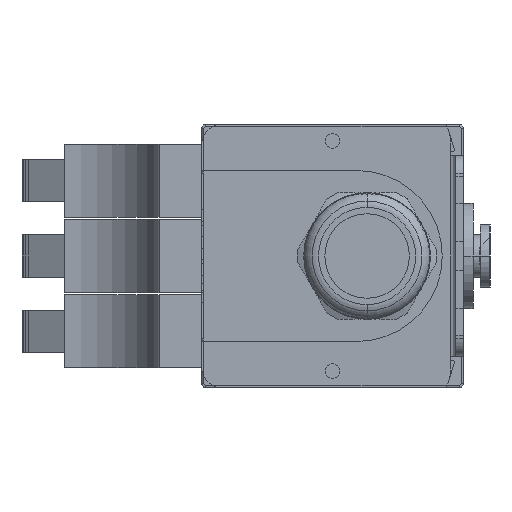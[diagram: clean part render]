
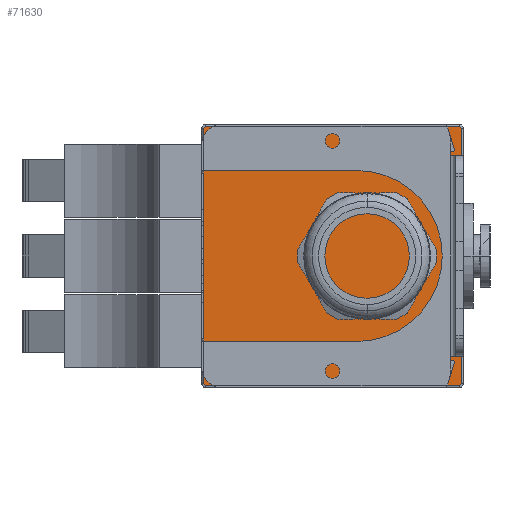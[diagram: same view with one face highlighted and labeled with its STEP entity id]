
A CAD part, left-side view. The second image highlights one B-rep face of the part: STEP entity #71630.
In plain terms, the highlighted planar face has unit normal (-1, 0, 0).
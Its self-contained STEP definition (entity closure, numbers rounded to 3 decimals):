
#24783=CARTESIAN_POINT('',(0.,0.5,-30.25));
#24784=CARTESIAN_POINT('',(0.,0.5,-30.404));
#24785=CARTESIAN_POINT('',(0.,0.623,-30.633));
#24786=CARTESIAN_POINT('',(0.,0.849,-30.75));
#24787=CARTESIAN_POINT('',(0.,1.,-30.75));
#24798=DIRECTION('',(0.,1.,0.));
#24799=VECTOR('',#24798,60.);
#24800=CARTESIAN_POINT('',(0.,1.,-30.75));
#24801=LINE('',#24800,#24799);
#25036=CARTESIAN_POINT('',(0.,61.5,30.25));
#25037=CARTESIAN_POINT('',(0.,61.5,30.404));
#25038=CARTESIAN_POINT('',(0.,61.377,30.633));
#25039=CARTESIAN_POINT('',(0.,61.151,30.75));
#25040=CARTESIAN_POINT('',(0.,61.,30.75));
#25051=DIRECTION('',(0.,-1.,0.));
#25052=VECTOR('',#25051,60.);
#25053=CARTESIAN_POINT('',(0.,61.,30.75));
#25054=LINE('',#25053,#25052);
#25065=CARTESIAN_POINT('',(0.,1.,30.75));
#25066=CARTESIAN_POINT('',(0.,0.849,30.75));
#25067=CARTESIAN_POINT('',(0.,0.623,30.633));
#25068=CARTESIAN_POINT('',(0.,0.5,30.404));
#25069=CARTESIAN_POINT('',(0.,0.5,30.25));
#25161=DIRECTION('',(0.,0.,-1.));
#25162=VECTOR('',#25161,60.5);
#25163=CARTESIAN_POINT('',(0.,0.5,30.25));
#25164=LINE('',#25163,#25162);
#25170=DIRECTION('',(0.,0.,-1.));
#25171=VECTOR('',#25170,39.3);
#25172=CARTESIAN_POINT('',(0.,61.5,19.65));
#25173=LINE('',#25172,#25171);
#25174=DIRECTION('',(0.,0.,1.));
#25175=VECTOR('',#25174,10.6);
#25176=CARTESIAN_POINT('',(0.,61.5,-30.25));
#25177=LINE('',#25176,#25175);
#25197=CARTESIAN_POINT('',(0.,61.,-30.75));
#25198=CARTESIAN_POINT('',(0.,61.151,-30.75));
#25199=CARTESIAN_POINT('',(0.,61.377,-30.633));
#25200=CARTESIAN_POINT('',(0.,61.5,-30.404));
#25201=CARTESIAN_POINT('',(0.,61.5,-30.25));
#25228=DIRECTION('',(0.,0.,1.));
#25229=VECTOR('',#25228,10.6);
#25230=CARTESIAN_POINT('',(0.,61.5,19.65));
#25231=LINE('',#25230,#25229);
#29613=CARTESIAN_POINT('',(0.,61.5,-30.25));
#29614=CARTESIAN_POINT('',(0.,61.5,-19.65));
#29615=VERTEX_POINT('',#29613);
#29616=VERTEX_POINT('',#29614);
#29623=VERTEX_POINT('',#25197);
#29626=CARTESIAN_POINT('',(0.,1.,-30.75));
#29627=VERTEX_POINT('',#29626);
#29630=VERTEX_POINT('',#24783);
#29633=CARTESIAN_POINT('',(0.,0.5,30.25));
#29634=VERTEX_POINT('',#29633);
#29637=VERTEX_POINT('',#25065);
#29640=CARTESIAN_POINT('',(0.,61.,30.75));
#29641=VERTEX_POINT('',#29640);
#29644=VERTEX_POINT('',#25036);
#29647=CARTESIAN_POINT('',(0.,61.5,19.65));
#29648=VERTEX_POINT('',#29647);
#71609=CARTESIAN_POINT('',(0.,0.,0.));
#71610=DIRECTION('',(1.,0.,0.));
#71611=DIRECTION('',(0.,0.,-1.));
#71612=AXIS2_PLACEMENT_3D('',#71609,#71610,#71611);
#71613=PLANE('',#71612);
#71615=ORIENTED_EDGE('',*,*,#71614,.T.);
#71617=ORIENTED_EDGE('',*,*,#71616,.F.);
#71619=ORIENTED_EDGE('',*,*,#71618,.T.);
#71620=ORIENTED_EDGE('',*,*,#71439,.T.);
#71621=ORIENTED_EDGE('',*,*,#71454,.T.);
#71622=ORIENTED_EDGE('',*,*,#71469,.T.);
#71623=ORIENTED_EDGE('',*,*,#71603,.T.);
#71624=ORIENTED_EDGE('',*,*,#71055,.T.);
#71625=ORIENTED_EDGE('',*,*,#71071,.T.);
#71627=ORIENTED_EDGE('',*,*,#71626,.T.);
#71628=EDGE_LOOP('',(#71615,#71617,#71619,#71620,#71621,#71622,#71623,#71624,
#71625,#71627));
#71629=FACE_OUTER_BOUND('',#71628,.F.);
#71630=ADVANCED_FACE('',(#71629),#71613,.F.);
#24788=B_SPLINE_CURVE_WITH_KNOTS('',3,(#24783,#24784,#24785,#24786,#24787),
.UNSPECIFIED.,.F.,.F.,(4,1,4),(0.,0.5,1.),.UNSPECIFIED.);
#25041=B_SPLINE_CURVE_WITH_KNOTS('',3,(#25036,#25037,#25038,#25039,#25040),
.UNSPECIFIED.,.F.,.F.,(4,1,4),(0.,0.5,1.),.UNSPECIFIED.);
#25070=B_SPLINE_CURVE_WITH_KNOTS('',3,(#25065,#25066,#25067,#25068,#25069),
.UNSPECIFIED.,.F.,.F.,(4,1,4),(0.,0.5,1.),.UNSPECIFIED.);
#25202=B_SPLINE_CURVE_WITH_KNOTS('',3,(#25197,#25198,#25199,#25200,#25201),
.UNSPECIFIED.,.F.,.F.,(4,1,4),(0.,0.5,1.),.UNSPECIFIED.);
#71055=EDGE_CURVE('',#29630,#29627,#24788,.T.);
#71071=EDGE_CURVE('',#29627,#29623,#24801,.T.);
#71439=EDGE_CURVE('',#29644,#29641,#25041,.T.);
#71454=EDGE_CURVE('',#29641,#29637,#25054,.T.);
#71469=EDGE_CURVE('',#29637,#29634,#25070,.T.);
#71603=EDGE_CURVE('',#29634,#29630,#25164,.T.);
#71614=EDGE_CURVE('',#29615,#29616,#25177,.T.);
#71616=EDGE_CURVE('',#29648,#29616,#25173,.T.);
#71618=EDGE_CURVE('',#29648,#29644,#25231,.T.);
#71626=EDGE_CURVE('',#29623,#29615,#25202,.T.);
